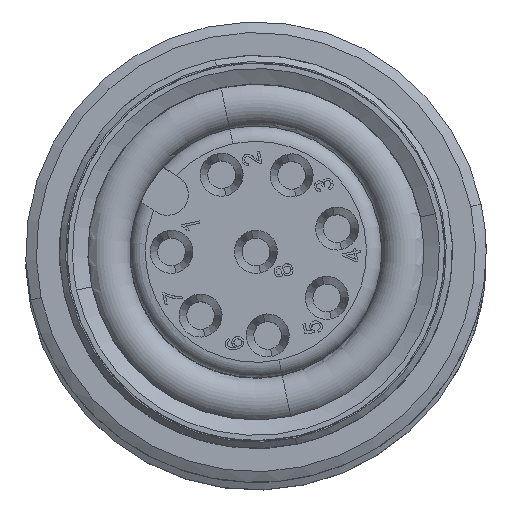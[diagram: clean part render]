
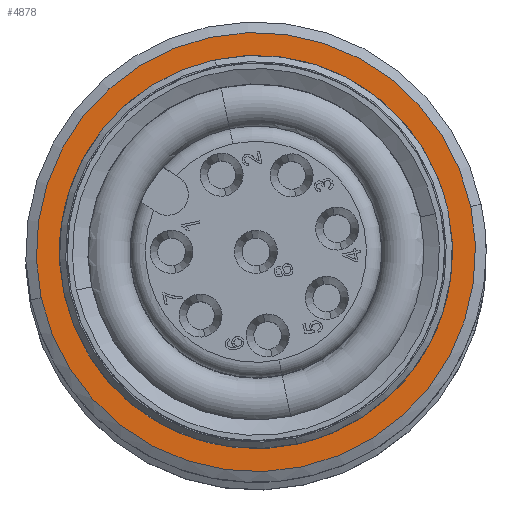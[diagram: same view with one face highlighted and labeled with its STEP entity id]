
A CAD part, top view. The second image highlights one B-rep face of the part: STEP entity #4878.
In plain terms, the highlighted planar face has unit normal (0, 0, 1).
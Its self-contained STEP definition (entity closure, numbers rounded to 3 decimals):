
#4775=AXIS2_PLACEMENT_3D('Circle Axis2P3D',#4773,#4774,$) ;
#4799=AXIS2_PLACEMENT_3D('Circle Axis2P3D',#4797,#4798,$) ;
#4812=AXIS2_PLACEMENT_3D('Plane Axis2P3D',#4809,#4810,#4811) ;
#4770=CARTESIAN_POINT('Vertex',(0.503,6.013,155.1)) ;
#4773=CARTESIAN_POINT('Axis2P3D Location',(7.5,7.5,155.1)) ;
#4777=CARTESIAN_POINT('Vertex',(14.497,8.987,155.1)) ;
#4797=CARTESIAN_POINT('Axis2P3D Location',(7.5,7.5,155.1)) ;
#4809=CARTESIAN_POINT('Axis2P3D Location',(0.503,6.013,155.1)) ;
#4819=CARTESIAN_POINT('Control Point',(13.76,8.831,155.1)) ;
#4820=CARTESIAN_POINT('Control Point',(13.631,9.437,155.1)) ;
#4821=CARTESIAN_POINT('Control Point',(13.429,10.027,155.1)) ;
#4822=CARTESIAN_POINT('Control Point',(13.156,10.59,155.1)) ;
#4823=CARTESIAN_POINT('Control Point',(12.479,11.639,155.1)) ;
#4824=CARTESIAN_POINT('Control Point',(11.571,12.496,155.1)) ;
#4825=CARTESIAN_POINT('Control Point',(11.068,12.868,155.1)) ;
#4826=CARTESIAN_POINT('Control Point',(9.98,13.481,155.1)) ;
#4827=CARTESIAN_POINT('Control Point',(8.778,13.817,155.1)) ;
#4828=CARTESIAN_POINT('Control Point',(8.159,13.911,155.1)) ;
#4829=CARTESIAN_POINT('Control Point',(6.912,13.948,155.1)) ;
#4830=CARTESIAN_POINT('Control Point',(5.691,13.686,155.1)) ;
#4831=CARTESIAN_POINT('Control Point',(5.099,13.482,155.1)) ;
#4832=CARTESIAN_POINT('Control Point',(3.978,12.933,155.1)) ;
#4833=CARTESIAN_POINT('Control Point',(3.02,12.133,155.1)) ;
#4834=CARTESIAN_POINT('Control Point',(2.591,11.677,155.1)) ;
#4835=CARTESIAN_POINT('Control Point',(1.854,10.67,155.1)) ;
#4836=CARTESIAN_POINT('Control Point',(1.378,9.516,155.1)) ;
#4837=CARTESIAN_POINT('Control Point',(1.211,8.912,155.1)) ;
#4838=CARTESIAN_POINT('Control Point',(1.074,7.993,155.1)) ;
#4839=CARTESIAN_POINT('Control Point',(1.104,7.069,155.1)) ;
#4840=CARTESIAN_POINT('Control Point',(1.131,6.766,155.1)) ;
#4841=CARTESIAN_POINT('Control Point',(1.177,6.466,155.1)) ;
#4842=CARTESIAN_POINT('Control Point',(1.24,6.169,155.1)) ;
#4843=CARTESIAN_POINT('Vertex',(13.76,8.831,155.1)) ;
#4845=CARTESIAN_POINT('Vertex',(1.24,6.169,155.1)) ;
#4849=CARTESIAN_POINT('Control Point',(1.24,6.169,155.1)) ;
#4850=CARTESIAN_POINT('Control Point',(1.369,5.563,155.1)) ;
#4851=CARTESIAN_POINT('Control Point',(1.571,4.973,155.1)) ;
#4852=CARTESIAN_POINT('Control Point',(1.844,4.41,155.1)) ;
#4853=CARTESIAN_POINT('Control Point',(2.521,3.361,155.1)) ;
#4854=CARTESIAN_POINT('Control Point',(3.429,2.504,155.1)) ;
#4855=CARTESIAN_POINT('Control Point',(3.932,2.132,155.1)) ;
#4856=CARTESIAN_POINT('Control Point',(5.02,1.519,155.1)) ;
#4857=CARTESIAN_POINT('Control Point',(6.222,1.183,155.1)) ;
#4858=CARTESIAN_POINT('Control Point',(6.841,1.089,155.1)) ;
#4859=CARTESIAN_POINT('Control Point',(8.088,1.052,155.1)) ;
#4860=CARTESIAN_POINT('Control Point',(9.309,1.314,155.1)) ;
#4861=CARTESIAN_POINT('Control Point',(9.901,1.518,155.1)) ;
#4862=CARTESIAN_POINT('Control Point',(11.022,2.067,155.1)) ;
#4863=CARTESIAN_POINT('Control Point',(11.98,2.867,155.1)) ;
#4864=CARTESIAN_POINT('Control Point',(12.409,3.323,155.1)) ;
#4865=CARTESIAN_POINT('Control Point',(13.146,4.33,155.1)) ;
#4866=CARTESIAN_POINT('Control Point',(13.622,5.484,155.1)) ;
#4867=CARTESIAN_POINT('Control Point',(13.789,6.088,155.1)) ;
#4868=CARTESIAN_POINT('Control Point',(13.926,7.007,155.1)) ;
#4869=CARTESIAN_POINT('Control Point',(13.896,7.931,155.1)) ;
#4870=CARTESIAN_POINT('Control Point',(13.869,8.234,155.1)) ;
#4871=CARTESIAN_POINT('Control Point',(13.823,8.534,155.1)) ;
#4872=CARTESIAN_POINT('Control Point',(13.76,8.831,155.1)) ;
#4774=DIRECTION('Axis2P3D Direction',(0.,0.,-1.)) ;
#4798=DIRECTION('Axis2P3D Direction',(0.,0.,-1.)) ;
#4810=DIRECTION('Axis2P3D Direction',(0.,0.,-1.)) ;
#4811=DIRECTION('Axis2P3D XDirection',(0.978,0.208,0.)) ;
#4815=ORIENTED_EDGE('',*,*,#4801,.T.) ;
#4816=ORIENTED_EDGE('',*,*,#4779,.T.) ;
#4875=ORIENTED_EDGE('',*,*,#4847,.F.) ;
#4876=ORIENTED_EDGE('',*,*,#4873,.F.) ;
#4877=FACE_BOUND('',#4874,.T.) ;
#4878=ADVANCED_FACE('MANIFOLD_SOLID_BREP #102',(#4817,#4877),#4813,.F.) ;
#4818=B_SPLINE_CURVE_WITH_KNOTS('',5,(#4819,#4820,#4821,#4822,#4823,#4824,#4825,#4826,#4827,#4828,#4829,#4830,#4831,#4832,#4833,#4834,#4835,#4836,#4837,#4838,#4839,#4840,#4841,#4842),.UNSPECIFIED.,.F.,.U.,(6,3,3,3,3,3,3,6),(0.,4.382,8.763,13.145,17.527,21.909,26.29,28.434),.UNSPECIFIED.) ;
#4848=B_SPLINE_CURVE_WITH_KNOTS('',5,(#4849,#4850,#4851,#4852,#4853,#4854,#4855,#4856,#4857,#4858,#4859,#4860,#4861,#4862,#4863,#4864,#4865,#4866,#4867,#4868,#4869,#4870,#4871,#4872),.UNSPECIFIED.,.F.,.U.,(6,3,3,3,3,3,3,6),(0.,4.382,8.763,13.145,17.527,21.909,26.29,28.434),.UNSPECIFIED.) ;
#4776=CIRCLE('generated circle',#4775,7.154) ;
#4800=CIRCLE('generated circle',#4799,7.154) ;
#4779=EDGE_CURVE('',#4778,#4771,#4776,.F.) ;
#4801=EDGE_CURVE('',#4771,#4778,#4800,.F.) ;
#4847=EDGE_CURVE('',#4844,#4846,#4818,.T.) ;
#4873=EDGE_CURVE('',#4846,#4844,#4848,.T.) ;
#4814=EDGE_LOOP('',(#4815,#4816)) ;
#4874=EDGE_LOOP('',(#4875,#4876)) ;
#4817=FACE_OUTER_BOUND('',#4814,.T.) ;
#4813=PLANE('',#4812) ;
#4771=VERTEX_POINT('',#4770) ;
#4778=VERTEX_POINT('',#4777) ;
#4844=VERTEX_POINT('',#4843) ;
#4846=VERTEX_POINT('',#4845) ;
